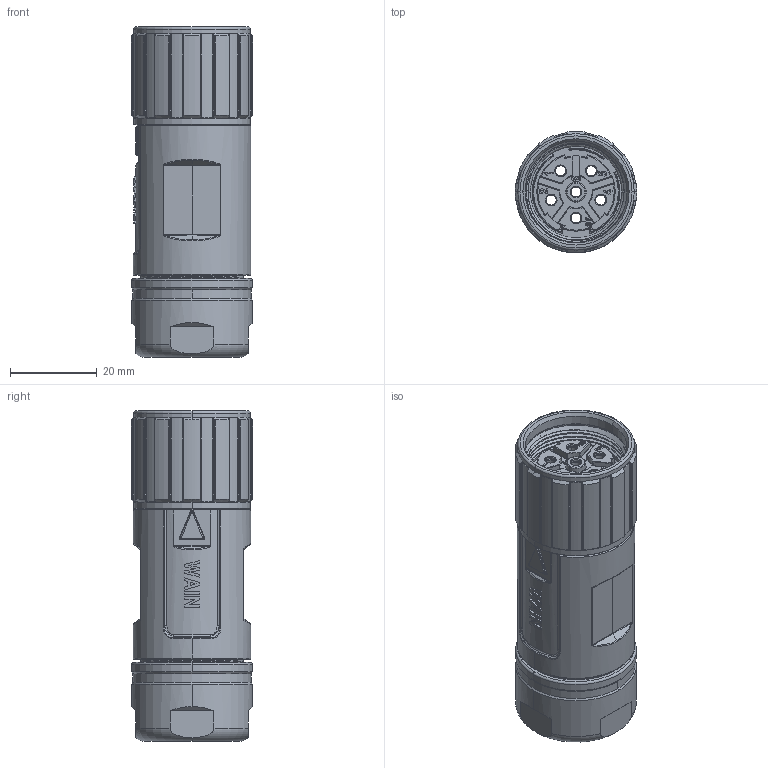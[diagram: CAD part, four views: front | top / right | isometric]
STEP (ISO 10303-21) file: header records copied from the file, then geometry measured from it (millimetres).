
FILE_DESCRIPTION((''),'2;1');
FILE_NAME('D17','2017-08-31T',('hq.zhang'),(''),'PRO/ENGINEER BY PARAMETRIC TECHNOLOGY CORPORATION, 2012480','PRO/ENGINEER BY PARAMETRIC TECHNOLOGY CORPORATION, 2012480','');
FILE_SCHEMA(('AUTOMOTIVE_DESIGN { 1 0 10303 214 1 1 1 1 }'));
Products named in the file (1): D17
Bounding box: 28 x 27.97 x 76 mm (x, y, z)
Volume: 25015.1 mm3; surface area: 33963.3 mm2
Topology: 1 solids, 1 shells, 2470 faces, 6776 edges, 4298 vertices
Faces by surface type: cylinder 693, plane 688, bspline 391, cone 369, torus 233, extrusion 53, sphere 43
Entity records: 114195 total; most frequent: CARTESIAN_POINT 55306, ORIENTED_EDGE 13552, DIRECTION 10818, EDGE_CURVE 6776, VERTEX_POINT 4298, AXIS2_PLACEMENT_3D 4180, EDGE_LOOP 2580, FACE_OUTER_BOUND 2470
